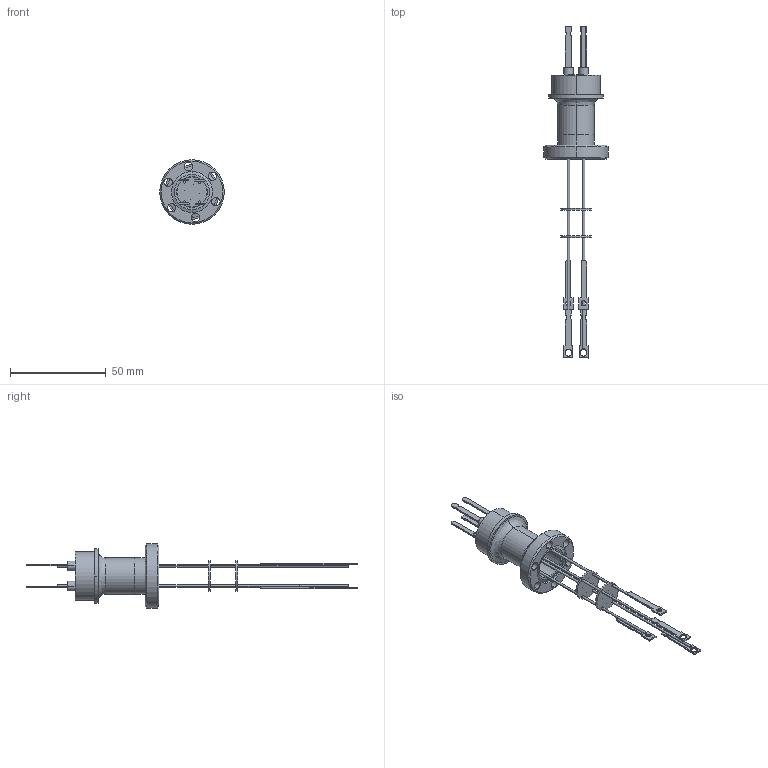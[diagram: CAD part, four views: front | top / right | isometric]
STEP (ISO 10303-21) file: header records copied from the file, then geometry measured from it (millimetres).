
FILE_DESCRIPTION (( 'STEP AP203' ), '1' );
FILE_NAME ('A0407-3-CF.STEP', '2011-11-17T16:52:55', ( '' ), ( '' ), 'SwSTEP 2.0', 'SolidWorks 2011', '' );
FILE_SCHEMA (( 'CONFIG_CONTROL_DESIGN' ));
Length unit declared in the file: inch
Products named in the file (1): A0407-3-CF
Bounding box: 33.78 x 173.74 x 33.78 mm (x, y, z)
Volume: 10207.5 mm3; surface area: 14446.5 mm2
Topology: 1 solids, 5 shells, 303 faces, 766 edges, 508 vertices
Faces by surface type: cylinder 164, plane 113, cone 14, bspline 12
Entity records: 9843 total; most frequent: CARTESIAN_POINT 2072, DIRECTION 1696, ORIENTED_EDGE 1532, EDGE_CURVE 766, AXIS2_PLACEMENT_3D 660, VERTEX_POINT 508, EDGE_LOOP 394, LINE 376
